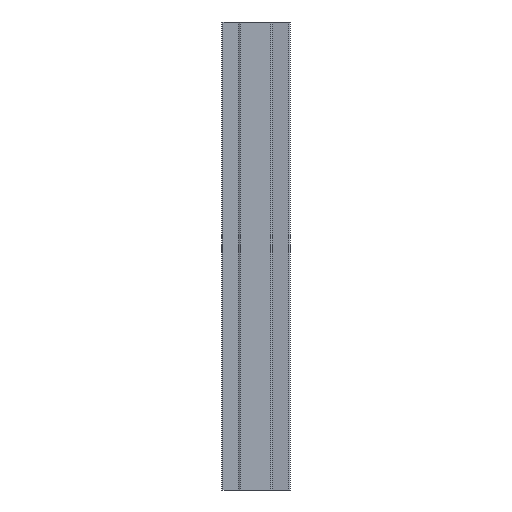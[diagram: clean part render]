
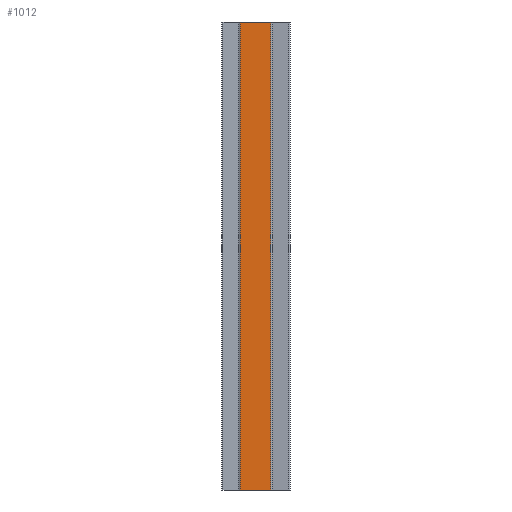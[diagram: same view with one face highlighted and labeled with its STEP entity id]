
A CAD part, left-side view. The second image highlights one B-rep face of the part: STEP entity #1012.
In plain terms, the highlighted planar face has unit normal (-1, 0, 0).
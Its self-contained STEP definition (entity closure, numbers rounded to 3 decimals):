
#15=PLANE($,#1075);
#46=FACE_OUTER_BOUND($,#100,.T.);
#100=EDGE_LOOP($,(#689,#690,#691,#692));
#158=LINE($,#1520,#262);
#159=LINE($,#1524,#263);
#160=LINE($,#1526,#264);
#161=LINE($,#1527,#265);
#262=VECTOR($,#1201,100.);
#263=VECTOR($,#1206,6.5);
#264=VECTOR($,#1207,100.);
#265=VECTOR($,#1208,6.5);
#419=VERTEX_POINT($,#1517);
#420=VERTEX_POINT($,#1519);
#421=VERTEX_POINT($,#1523);
#422=VERTEX_POINT($,#1525);
#527=EDGE_CURVE($,#420,#419,#158,.T.);
#529=EDGE_CURVE($,#419,#421,#159,.T.);
#530=EDGE_CURVE($,#422,#421,#160,.T.);
#531=EDGE_CURVE($,#420,#422,#161,.T.);
#689=ORIENTED_EDGE($,*,*,#529,.T.);
#690=ORIENTED_EDGE($,*,*,#530,.F.);
#691=ORIENTED_EDGE($,*,*,#531,.F.);
#692=ORIENTED_EDGE($,*,*,#527,.T.);
#1012=ADVANCED_FACE($,(#46),#15,.T.);
#1075=AXIS2_PLACEMENT_3D($,#1522,#1204,#1205);
#1201=DIRECTION($,(0.,0.,1.));
#1204=DIRECTION('center_axis',(-1.,0.,0.));
#1205=DIRECTION('ref_axis',(0.,0.,1.));
#1206=DIRECTION($,(0.,1.,0.));
#1207=DIRECTION($,(0.,0.,1.));
#1208=DIRECTION($,(0.,1.,0.));
#1517=CARTESIAN_POINT('',(-5.,-10.5,100.));
#1519=CARTESIAN_POINT('',(-5.,-10.5,0.));
#1520=CARTESIAN_POINT($,(-5.,-10.5,0.));
#1522=CARTESIAN_POINT('Origin',(-5.,-10.5,0.));
#1523=CARTESIAN_POINT('',(-5.,-4.,100.));
#1524=CARTESIAN_POINT($,(-5.,-8.928,100.));
#1525=CARTESIAN_POINT('',(-5.,-4.,0.));
#1526=CARTESIAN_POINT($,(-5.,-4.,0.));
#1527=CARTESIAN_POINT($,(-5.,-8.928,0.));
